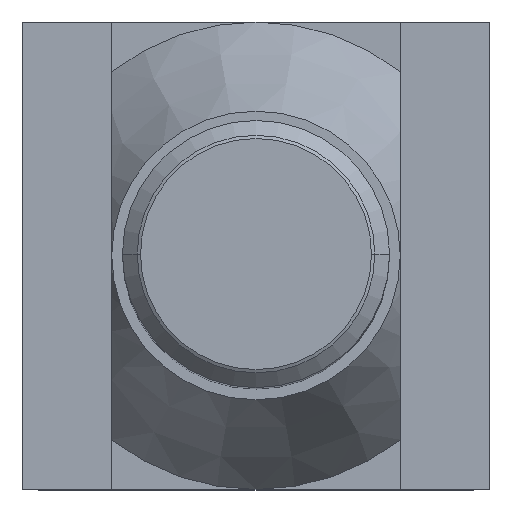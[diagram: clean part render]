
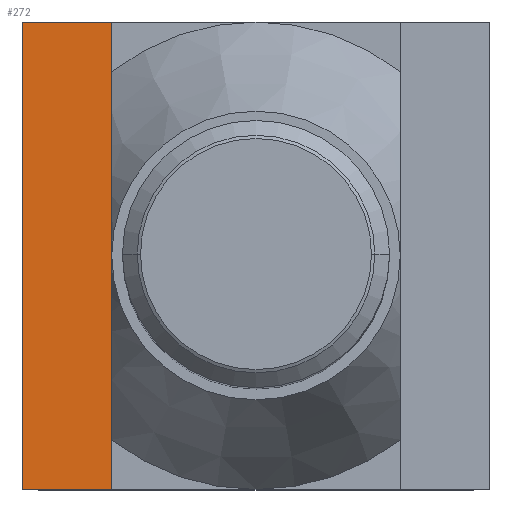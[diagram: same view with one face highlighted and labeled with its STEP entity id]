
A CAD part, top view. The second image highlights one B-rep face of the part: STEP entity #272.
In plain terms, the highlighted planar face has unit normal (0, 0, 1).
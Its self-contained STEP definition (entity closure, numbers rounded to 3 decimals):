
#152=VERTEX_POINT('',#409);
#182=VERTEX_POINT('',#440);
#238=EDGE_CURVE('',#152,#182,#504,.T.);
#272=ADVANCED_FACE('',(#540),#541,.T.);
#298=VERTEX_POINT('',#572);
#324=VERTEX_POINT('',#601);
#332=EDGE_CURVE('',#324,#152,#609,.T.);
#356=EDGE_CURVE('',#298,#182,#636,.T.);
#368=EDGE_CURVE('',#298,#324,#649,.T.);
#409=CARTESIAN_POINT('',(-17.5,-17.5,0.));
#440=CARTESIAN_POINT('',(-10.8,-17.5,0.));
#504=LINE('',#815,#816);
#540=FACE_OUTER_BOUND('',#888,.T.);
#541=PLANE('',#889);
#572=CARTESIAN_POINT('',(-10.8,17.5,0.));
#601=CARTESIAN_POINT('',(-17.5,17.5,0.));
#609=LINE('',#986,#987);
#636=LINE('',#1031,#1032);
#649=LINE('',#1047,#1048);
#815=CARTESIAN_POINT('',(-10.8,-17.5,0.));
#816=VECTOR('',#1174,1.0);
#888=EDGE_LOOP('',(#1212,#1213,#1214,#1215));
#889=AXIS2_PLACEMENT_3D('',#1216,#1217,#1218);
#986=CARTESIAN_POINT('',(-17.5,0.,0.));
#987=VECTOR('',#1302,1.0);
#1031=CARTESIAN_POINT('',(-10.8,0.,0.));
#1032=VECTOR('',#1330,1.0);
#1047=CARTESIAN_POINT('',(-10.8,17.5,0.));
#1048=VECTOR('',#1353,1.0);
#1174=DIRECTION('',(1.0,0.0,0.0));
#1212=ORIENTED_EDGE('',*,*,#238,.T.);
#1213=ORIENTED_EDGE('',*,*,#356,.F.);
#1214=ORIENTED_EDGE('',*,*,#368,.T.);
#1215=ORIENTED_EDGE('',*,*,#332,.T.);
#1216=CARTESIAN_POINT('',(-17.5,0.,0.));
#1217=DIRECTION('',(0.0,0.,1.0));
#1218=DIRECTION('',(0.0,-1.0,0.));
#1302=DIRECTION('',(0.0,-1.0,0.));
#1330=DIRECTION('',(0.0,-1.0,0.));
#1353=DIRECTION('',(-1.0,0.0,0.0));
